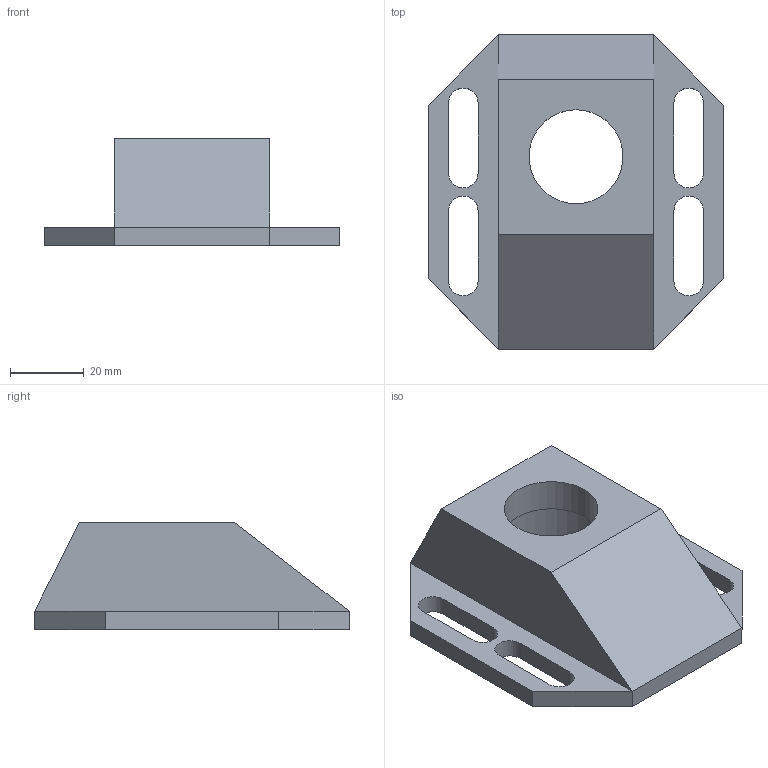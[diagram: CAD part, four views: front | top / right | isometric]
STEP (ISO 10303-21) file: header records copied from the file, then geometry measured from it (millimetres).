
FILE_DESCRIPTION(('CATIA V5 STEP Exchange'),'2;1');
FILE_NAME('crp1.stp','2017-02-11T22:55:41+00:00',('none'),('none'),'CATIA Version 5 Release 19 SP 2 (IN-10)','CATIA V5 STEP AP203','none');
FILE_SCHEMA(('CONFIG_CONTROL_DESIGN'));
Length unit declared in the file: millimetre
Products named in the file (1): Part1
Bounding box: 80 x 85 x 29 mm (x, y, z)
Volume: 67359.6 mm3; surface area: 19255.7 mm2
Topology: 1 solids, 1 shells, 45 faces, 110 edges, 70 vertices
Faces by surface type: plane 27, cylinder 16, cone 2
Entity records: 1291 total; most frequent: ORIENTED_EDGE 220, CARTESIAN_POINT 215, DIRECTION 178, EDGE_CURVE 110, VECTOR 76, LINE 76, VERTEX_POINT 70, AXIS2_PLACEMENT_3D 69
